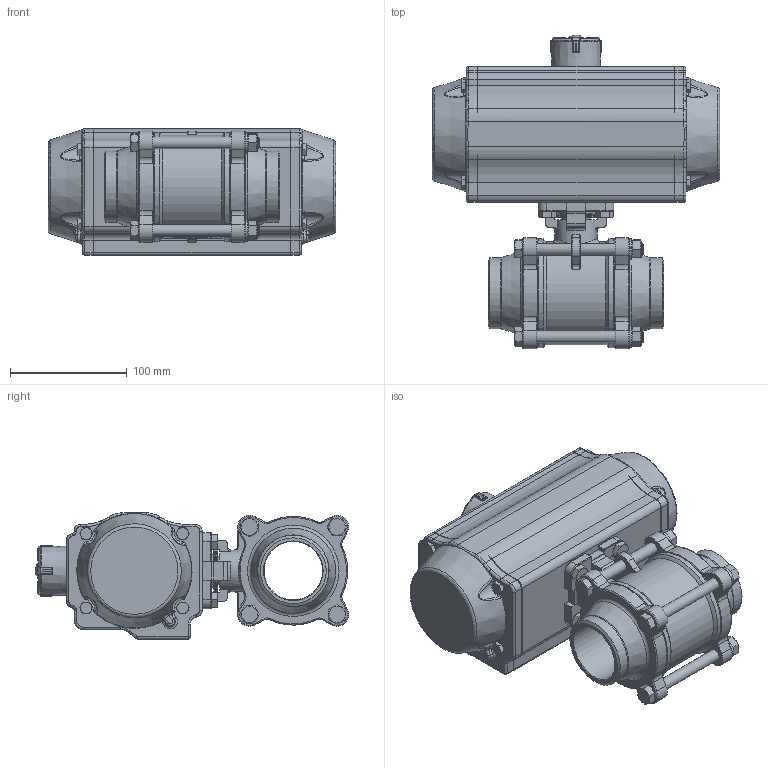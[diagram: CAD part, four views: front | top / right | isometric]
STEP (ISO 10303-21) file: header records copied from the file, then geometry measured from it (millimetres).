
FILE_DESCRIPTION(/* description */ ('Unknown'),/* implementation_level */ '2;1');
FILE_NAME(/* name */ 'FR04 9325-09',/* time_stamp */ '2022-10-25T13:38:17+02:00',/* author */ ('Unknown'),/* organization */ ('Unknown'),/* preprocessor_version */ 'ST-DEVELOPER v16.7',/* originating_system */ 'Solid Edge',/* authorisation */ 'Unknown');
FILE_SCHEMA (('AUTOMOTIVE_DESIGN {1 0 10303 214 3 1 1}'));
Products named in the file (11): FR04 9325-09; DW05_FR04_(DW110_FR81); ____; ________(___________; _____________; ______; hexagon head bolts--product grade c gb_GB_FASTENER_BOLT_HHBC M6X30-N; cup head nib bolts with large head gb_GB_FASTENER_BOLT_CHNBW M6X25-N; KP-88; 8.122.050; DIN 933 M8x18 A2-70 BLK_EDST
Assembly tree (22 placements, depth 4):
  FR04 9325-09
    DW05_FR04_(DW110_FR81)
      ____
        ________(___________  x2
        _____________  x2
        ______
      hexagon head bolts--product grade c gb_GB_FASTENER_BOLT_HHBC M6X30-N  x8
      cup head nib bolts with large head gb_GB_FASTENER_BOLT_CHNBW M6X25-N
      KP-88
    8.122.050
    DIN 933 M8x18 A2-70 BLK_EDST  x4
Bounding box: 246 x 268.26 x 108 mm (x, y, z)
Volume: 3057562.5 mm3; surface area: 260567.9 mm2
Topology: 20 solids, 20 shells, 1713 faces, 4198 edges, 2557 vertices
Faces by surface type: plane 620, cylinder 487, bspline 245, torus 181, cone 169, sphere 11
Full cylindrical faces by diameter (mm): 3 x16, 3.3 x10, 4.2 x4, 4.66 x1, 5 x17, 6 x9, 6.2 x1, 6.8 x4, 7 x3, 8 x4, 8.34 x1, 8.8 x2, 9 x4, 10 x8, 10.8 x2, 11 x8, 13 x4, 24.6 x1, 24.8 x1, 25 x1, 28 x1, 35.2 x1, 36 x1, 38.5 x1, 38.6 x2, 40 x1, 50 x1, 61 x2, 88 x1, 93 x4
Entity records: 62835 total; most frequent: CARTESIAN_POINT 32065, ORIENTED_EDGE 6300, DIRECTION 5979, EDGE_CURVE 3150, AXIS2_PLACEMENT_3D 2308, VERTEX_POINT 2063, FACE_BOUND 1701, EDGE_LOOP 1678
